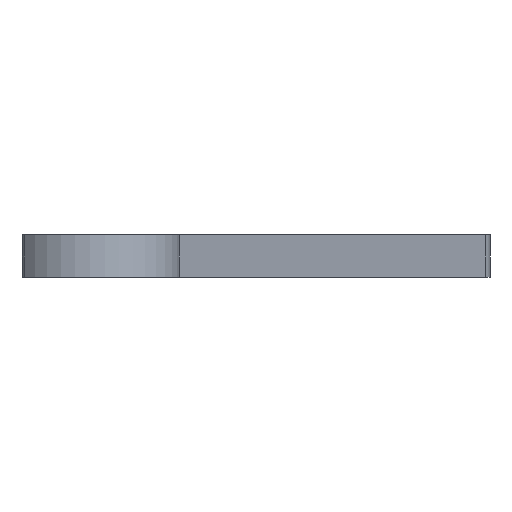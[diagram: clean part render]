
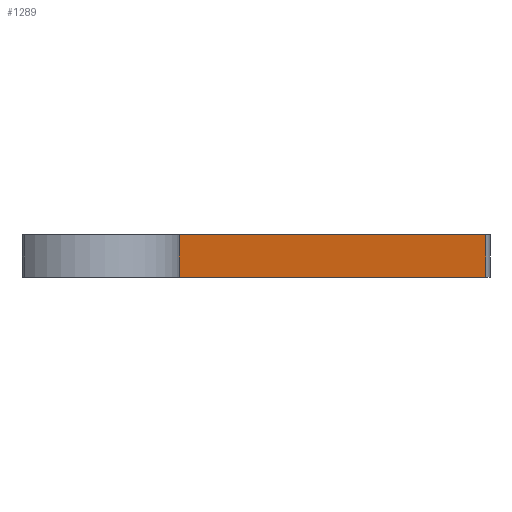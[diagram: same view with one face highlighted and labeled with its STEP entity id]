
A CAD part, left-side view. The second image highlights one B-rep face of the part: STEP entity #1289.
In plain terms, the highlighted planar face has unit normal (-0.532, -0.846, 0).
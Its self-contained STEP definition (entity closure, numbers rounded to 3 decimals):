
#27 = VERTEX_POINT ( 'NONE', #1359 ) ;
#74 = CARTESIAN_POINT ( 'NONE',  ( -299.957, 155., 121.638 ) ) ;
#115 = CARTESIAN_POINT ( 'NONE',  ( -198.033, 90.87, 113.638 ) ) ;
#140 = EDGE_LOOP ( 'NONE', ( #800, #345, #1296, #562 ) ) ;
#175 = CARTESIAN_POINT ( 'NONE',  ( -299.957, 155., 113.638 ) ) ;
#176 = DIRECTION ( 'NONE',  ( 0., 0., 1. ) ) ;
#177 = DIRECTION ( 'NONE',  ( 0.846, -0.533, 0. ) ) ;
#275 = DIRECTION ( 'NONE',  ( 0.846, -0.533, 0. ) ) ;
#345 = ORIENTED_EDGE ( 'NONE', *, *, #795, .F. ) ;
#392 = VERTEX_POINT ( 'NONE', #115 ) ;
#432 = VERTEX_POINT ( 'NONE', #1295 ) ;
#453 = CARTESIAN_POINT ( 'NONE',  ( -299.957, 155., 113.638 ) ) ;
#469 = VECTOR ( 'NONE', #176, 1000. ) ;
#499 = VERTEX_POINT ( 'NONE', #978 ) ;
#508 = LINE ( 'NONE', #1042, #469 ) ;
#541 = VECTOR ( 'NONE', #1355, 1000. ) ;
#562 = ORIENTED_EDGE ( 'NONE', *, *, #757, .F. ) ;
#675 = AXIS2_PLACEMENT_3D ( 'NONE', #175, #940, #177 ) ;
#704 = EDGE_CURVE ( 'NONE', #499, #392, #1339, .T. ) ;
#757 = EDGE_CURVE ( 'NONE', #432, #392, #875, .T. ) ;
#777 = LINE ( 'NONE', #74, #1185 ) ;
#778 = EDGE_CURVE ( 'NONE', #27, #432, #777, .T. ) ;
#795 = EDGE_CURVE ( 'NONE', #499, #27, #508, .T. ) ;
#800 = ORIENTED_EDGE ( 'NONE', *, *, #778, .F. ) ;
#875 = LINE ( 'NONE', #1150, #541 ) ;
#940 = DIRECTION ( 'NONE',  ( -0.533, -0.846, 0. ) ) ;
#978 = CARTESIAN_POINT ( 'NONE',  ( -299.957, 155., 113.638 ) ) ;
#1030 = VECTOR ( 'NONE', #1116, 1000. ) ;
#1042 = CARTESIAN_POINT ( 'NONE',  ( -299.957, 155., 113.638 ) ) ;
#1116 = DIRECTION ( 'NONE',  ( 0.846, -0.533, 0. ) ) ;
#1150 = CARTESIAN_POINT ( 'NONE',  ( -198.033, 90.87, 113.638 ) ) ;
#1185 = VECTOR ( 'NONE', #275, 1000. ) ;
#1262 = PLANE ( 'NONE',  #675 ) ;
#1289 = ADVANCED_FACE ( 'NONE', ( #1317 ), #1262, .T. ) ;
#1295 = CARTESIAN_POINT ( 'NONE',  ( -198.033, 90.87, 121.638 ) ) ;
#1296 = ORIENTED_EDGE ( 'NONE', *, *, #704, .T. ) ;
#1317 = FACE_OUTER_BOUND ( 'NONE', #140, .T. ) ;
#1339 = LINE ( 'NONE', #453, #1030 ) ;
#1355 = DIRECTION ( 'NONE',  ( 0., 0., -1. ) ) ;
#1359 = CARTESIAN_POINT ( 'NONE',  ( -299.957, 155., 121.638 ) ) ;
